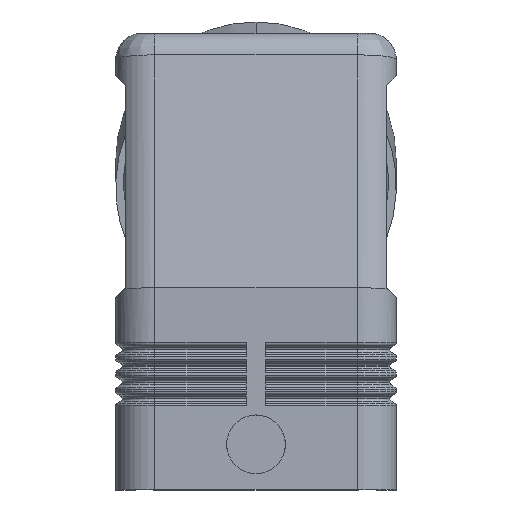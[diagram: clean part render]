
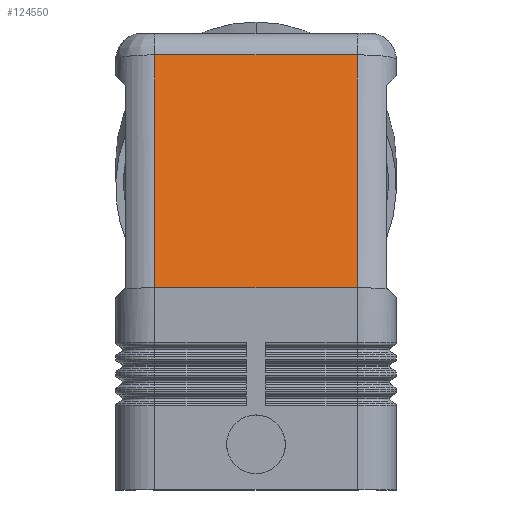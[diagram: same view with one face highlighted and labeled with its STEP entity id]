
A CAD part, left-side view. The second image highlights one B-rep face of the part: STEP entity #124550.
In plain terms, the highlighted planar face has unit normal (-0.985, 0, 0.174).
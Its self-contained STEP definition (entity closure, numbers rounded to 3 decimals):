
#860=CARTESIAN_POINT('',(-30.206,15.5,66.695));
#870=VERTEX_POINT('',#860);
#900=CARTESIAN_POINT('',(-36.5,15.5,31.));
#910=DIRECTION('',(0.174,0.,0.985));
#920=VECTOR('',#910,1.);
#930=LINE('',#900,#920);
#940=CARTESIAN_POINT('',(-36.5,15.5,31.));
#950=VERTEX_POINT('',#940);
#960=EDGE_CURVE('',#950,#870,#930,.T.);
#2340=CARTESIAN_POINT('',(-30.206,15.5,66.695));
#2350=DIRECTION('',(0.,-1.,0.));
#2360=VECTOR('',#2350,1.);
#2370=LINE('',#2340,#2360);
#2380=CARTESIAN_POINT('',(-30.206,-15.5,66.695));
#2390=VERTEX_POINT('',#2380);
#2400=EDGE_CURVE('',#870,#2390,#2370,.T.);
#5330=CARTESIAN_POINT('',(-36.5,-15.5,31.));
#5340=VERTEX_POINT('',#5330);
#5370=CARTESIAN_POINT('',(-30.206,-15.5,66.695));
#5380=DIRECTION('',(-0.174,0.,-0.985));
#5390=VECTOR('',#5380,1.);
#5400=LINE('',#5370,#5390);
#5410=EDGE_CURVE('',#2390,#5340,#5400,.T.);
#111940=CARTESIAN_POINT('',(-36.5,0.,31.));
#111950=DIRECTION('',(0.,1.,-0.));
#111960=VECTOR('',#111950,1.);
#111970=LINE('',#111940,#111960);
#111980=EDGE_CURVE('',#5340,#950,#111970,.T.);
#124440=CARTESIAN_POINT('',(-37.129,-18.6,27.431));
#124450=DIRECTION('',(-0.985,0.,0.174));
#124460=DIRECTION('',(0.174,0.,0.985));
#124470=AXIS2_PLACEMENT_3D('',#124440,#124450,#124460);
#124480=PLANE('',#124470);
#124490=ORIENTED_EDGE('',*,*,#5410,.F.);
#124500=ORIENTED_EDGE('',*,*,#111980,.F.);
#124510=ORIENTED_EDGE('',*,*,#960,.F.);
#124520=ORIENTED_EDGE('',*,*,#2400,.F.);
#124530=EDGE_LOOP('',(#124520,#124510,#124500,#124490));
#124540=FACE_OUTER_BOUND('',#124530,.T.);
#124550=ADVANCED_FACE('',(#124540),#124480,.T.);
